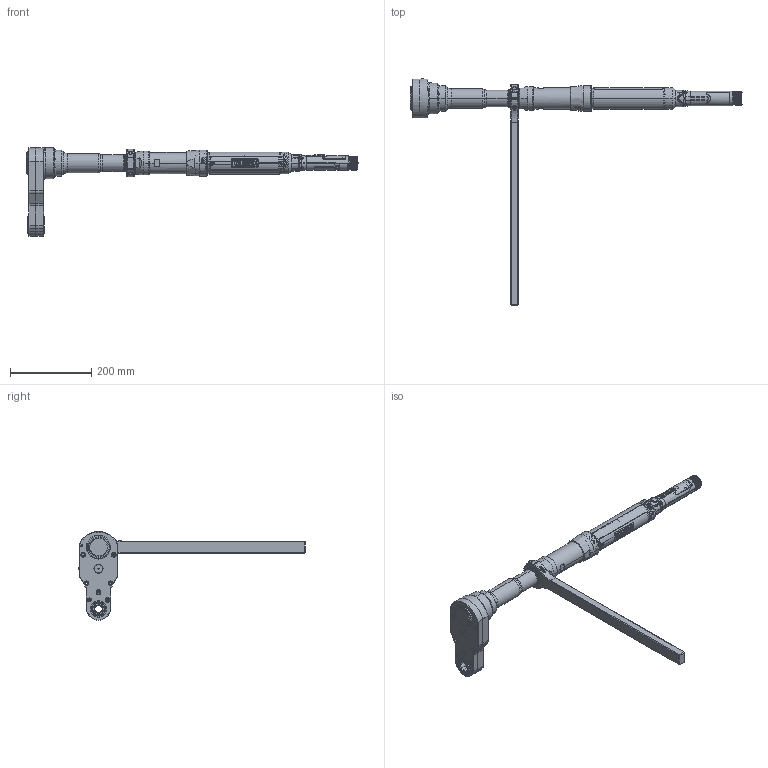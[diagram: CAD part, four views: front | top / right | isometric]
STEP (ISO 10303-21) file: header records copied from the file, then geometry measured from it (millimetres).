
FILE_DESCRIPTION((''),'2;1');
FILE_NAME('EB55LC625-237_','2019-03-20T15:57:30',('DMG0713'),(''),'CREO PARAMETRIC BY PTC INC, 2017380','CREO PARAMETRIC BY PTC INC, 2017380','');
FILE_SCHEMA(('CONFIG_CONTROL_DESIGN'));
Products named in the file (1): EB55LC625-237_
Bounding box: 816.42 x 556.16 x 218.31 mm (x, y, z)
Surface area: 428027.4 mm2 (no closed solid volume)
Topology: 0 solids, 194 shells, 2246 faces, 9701 edges, 7346 vertices
Faces by surface type: cylinder 797, plane 577, bspline 354, cone 243, torus 158, extrusion 103, sphere 14
Entity records: 161201 total; most frequent: CARTESIAN_POINT 90913, ORIENTED_EDGE 13726, DIRECTION 12389, EDGE_CURVE 9695, VERTEX_POINT 7346, AXIS2_PLACEMENT_3D 4402, B_SPLINE_CURVE_WITH_KNOTS 3703, VECTOR 3585
